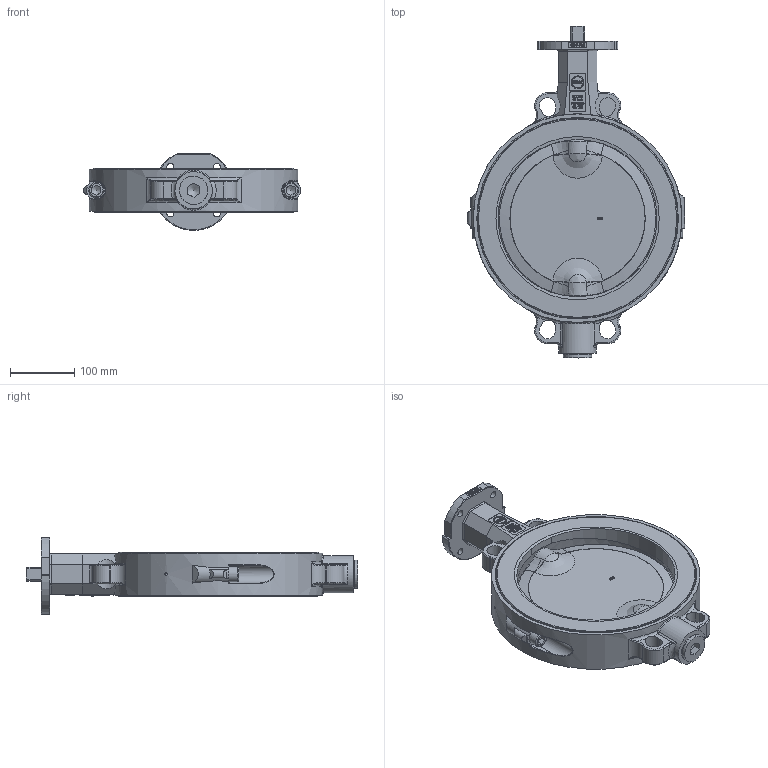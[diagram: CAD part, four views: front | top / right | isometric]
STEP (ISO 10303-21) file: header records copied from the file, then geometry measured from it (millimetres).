
FILE_DESCRIPTION((''),'2;1');
FILE_NAME('T211-A DN250.stp','2009-03-06T10:34:42',('hellwig'),(''),'Autodesk Inventor 2008','Autodesk Inventor 2008','');
FILE_SCHEMA(('AUTOMOTIVE_DESIGN { 1 0 10303 214 1 1 1 1 }'));
Length unit declared in the file: millimetre
Products named in the file (1): Bauteil2
Bounding box: 336.99 x 515.4 x 119.5 mm (x, y, z)
Volume: 3451350.7 mm3; surface area: 540586.8 mm2
Topology: 1 solids, 10 shells, 989 faces, 2553 edges, 1633 vertices
Faces by surface type: plane 398, bspline 381, cylinder 123, torus 45, cone 40, sphere 2
Full cylindrical faces by diameter (mm): 3 x2, 3.2 x2, 4.134 x1, 13.835 x2, 16 x2, 24 x2, 30 x3, 31 x1, 34 x1, 35 x1, 38.3 x1, 43.9 x1, 44 x1, 48 x2, 58 x1, 70.1 x1, 253.5 x1, 257.4 x1, 310 x2, 313 x1, 324 x1
Entity records: 40806 total; most frequent: CARTESIAN_POINT 18746, ORIENTED_EDGE 4796, DIRECTION 3375, EDGE_CURVE 2398, VERTEX_POINT 1584, EDGE_LOOP 1182, VECTOR 1179, LINE 1179
